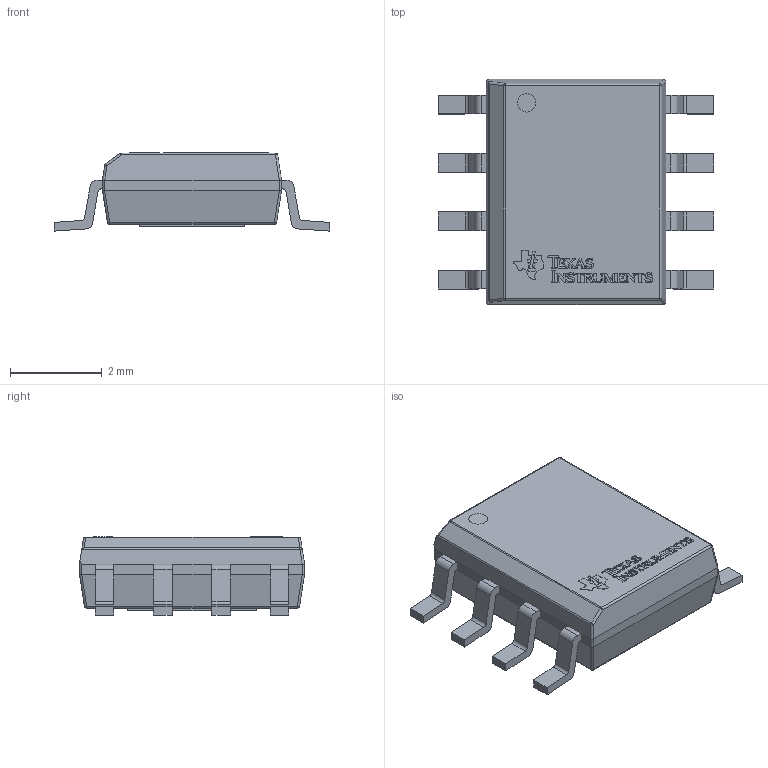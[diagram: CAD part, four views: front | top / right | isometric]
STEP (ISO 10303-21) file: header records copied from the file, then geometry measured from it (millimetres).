
FILE_DESCRIPTION(/* description */ (''),/* implementation_level */ '2;1');
FILE_NAME(/* name */ 'Soic8-EP.stp',/* time_stamp */ '2019-10-22T02:39:19+02:00',/* author */ ('DELL'),/* organization */ (''),/* preprocessor_version */ 'ST-DEVELOPER v17.2',/* originating_system */ 'Autodesk Inventor 2019',/* authorisation */ '');
FILE_SCHEMA (('AUTOMOTIVE_DESIGN { 1 0 10303 214 3 1 1 }'));
Length unit declared in the file: millimetre
Products named in the file (7): max_Tsop16; IC_BODY; circle; IC_LEG; Texas Instruments; IC_LEG_MIR8; EP
Assembly tree (12 placements, depth 2):
  max_Tsop16
    IC_BODY
    circle
    IC_LEG  x4
    Texas Instruments
    IC_LEG_MIR8  x4
    EP
Bounding box: 6 x 4.9 x 1.7 mm (x, y, z)
Volume: 31.3 mm3; surface area: 96.5 mm2
Topology: 29 solids, 29 shells, 587 faces, 1560 edges, 1031 vertices
Faces by surface type: plane 357, bspline 166, cylinder 55, sphere 9
Full cylindrical faces by diameter (mm): 0.4 x1
Entity records: 16859 total; most frequent: CARTESIAN_POINT 5023, ORIENTED_EDGE 2688, DIRECTION 1810, EDGE_CURVE 1344, LINE 942, VECTOR 942, VERTEX_POINT 887, EDGE_LOOP 507
